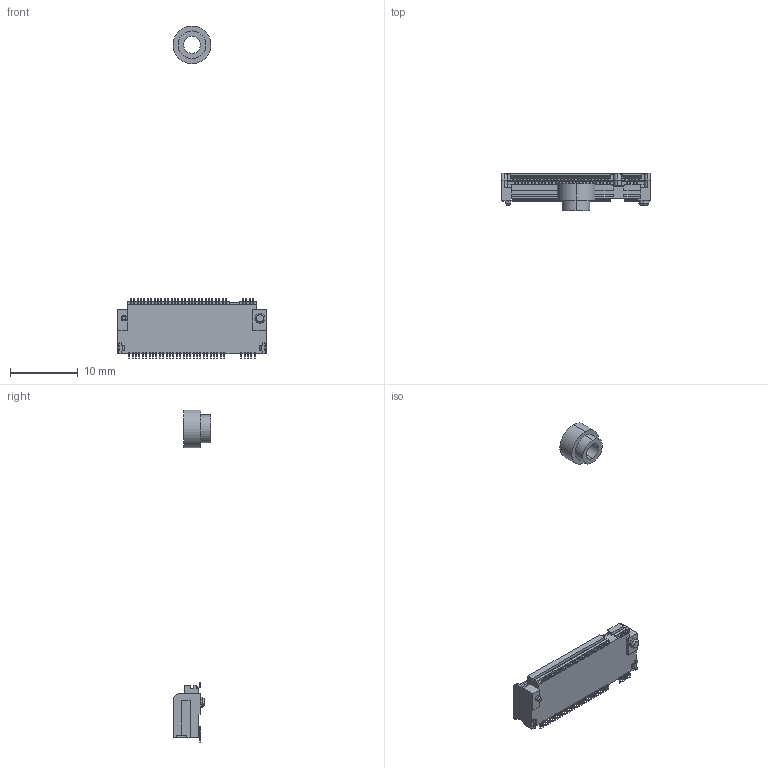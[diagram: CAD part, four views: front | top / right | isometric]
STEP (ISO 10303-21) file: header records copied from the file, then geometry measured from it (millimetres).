
FILE_DESCRIPTION (( 'STEP AP214' ), '1' );
FILE_NAME ('NGFF_KEY_M_2242_H4r2.STEP', '2018-12-08T12:17:13', ( '' ), ( '' ), 'SwSTEP 2.0', 'SolidWorks 2017', '' );
FILE_SCHEMA (( 'AUTOMOTIVE_DESIGN' ));
Length unit declared in the file: millimetre
Products named in the file (1): NGFF_KEY_M_2242_H4r2
Bounding box: 21.9 x 5.58 x 48.88 mm (x, y, z)
Volume: 560.7 mm3; surface area: 890.5 mm2
Topology: 2 solids, 2 shells, 1380 faces, 3797 edges, 2525 vertices
Faces by surface type: plane 1101, cylinder 271, cone 4, torus 3, bspline 1
Entity records: 43607 total; most frequent: CARTESIAN_POINT 7870, ORIENTED_EDGE 7594, DIRECTION 7087, EDGE_CURVE 3797, VECTOR 3231, LINE 3231, VERTEX_POINT 2525, AXIS2_PLACEMENT_3D 1928
